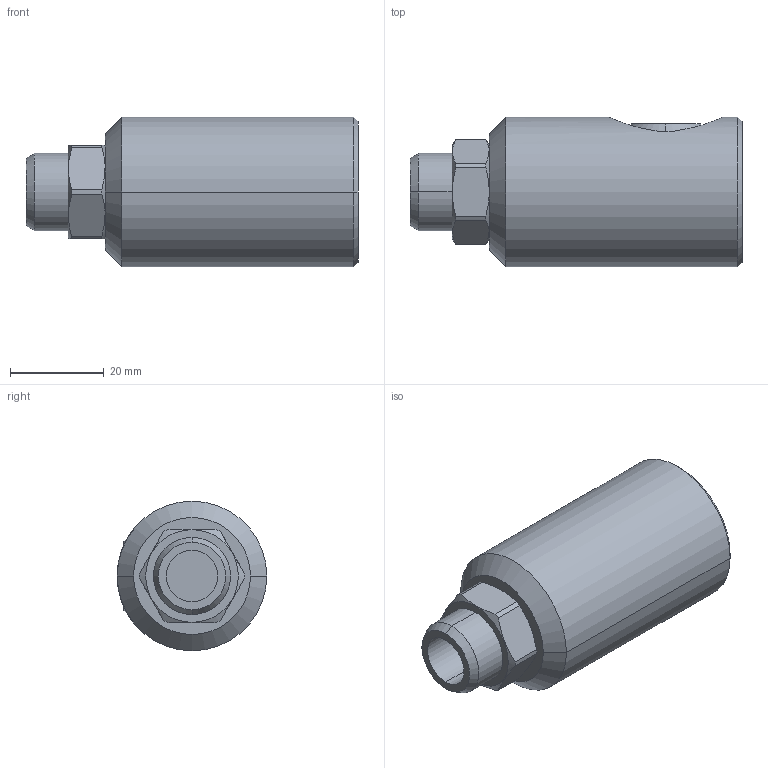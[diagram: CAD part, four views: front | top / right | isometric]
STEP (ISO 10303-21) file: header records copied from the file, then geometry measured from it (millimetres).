
FILE_DESCRIPTION (( 'STEP AP203' ), '1' );
FILE_NAME ('07430003.STEP', '2011-07-25T07:19:41', ( 'SP' ), ( 'sopra-pneumatic' ), 'SwSTEP 2.0', 'SolidWorks 2011', '' );
FILE_SCHEMA (( 'CONFIG_CONTROL_DESIGN' ));
Length unit declared in the file: millimetre
Products named in the file (1): 07430003
Bounding box: 71 x 32 x 32 mm (x, y, z)
Volume: 44790 mm3; surface area: 8527.7 mm2
Topology: 1 solids, 1 shells, 65 faces, 164 edges, 107 vertices
Faces by surface type: plane 26, cylinder 21, cone 16, sphere 2
Entity records: 2285 total; most frequent: CARTESIAN_POINT 653, ORIENTED_EDGE 328, DIRECTION 322, EDGE_CURVE 164, AXIS2_PLACEMENT_3D 128, VERTEX_POINT 107, EDGE_LOOP 71, VECTOR 66
